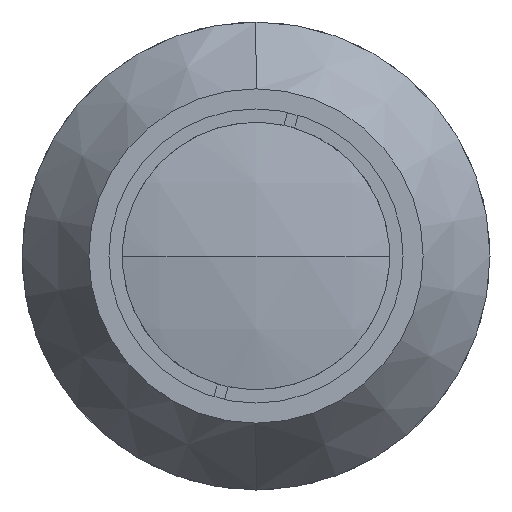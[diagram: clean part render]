
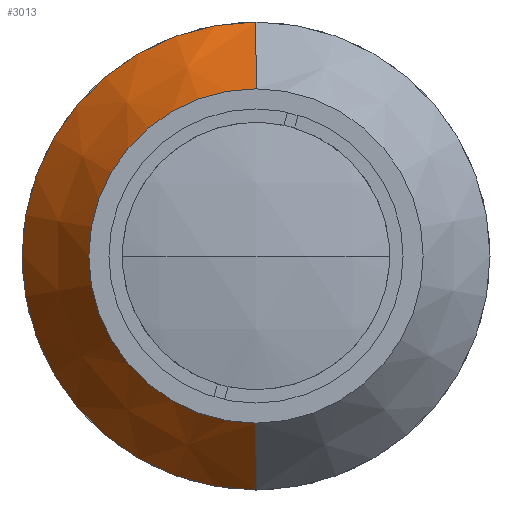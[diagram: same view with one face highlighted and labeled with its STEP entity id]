
A CAD part, left-side view. The second image highlights one B-rep face of the part: STEP entity #3013.
In plain terms, the highlighted conical face has half-angle 35 degrees and reference radius 21 mm.
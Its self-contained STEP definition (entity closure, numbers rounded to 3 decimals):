
#138 = VECTOR ( 'NONE', #1024, 1000. ) ;
#246 = CARTESIAN_POINT ( 'NONE',  ( 23.569, 0., -21. ) ) ;
#338 = EDGE_LOOP ( 'NONE', ( #2577, #1484, #4372, #2321 ) ) ;
#452 = EDGE_CURVE ( 'NONE', #2334, #1033, #2633, .T. ) ;
#804 = EDGE_CURVE ( 'NONE', #1033, #2991, #2007, .T. ) ;
#845 = DIRECTION ( 'NONE',  ( 0., 0., 1. ) ) ;
#936 = CONICAL_SURFACE ( 'NONE', #2624, 21., 0.611 ) ;
#1024 = DIRECTION ( 'NONE',  ( 0.819, 0., 0.574 ) ) ;
#1033 = VERTEX_POINT ( 'NONE', #1816 ) ;
#1244 = EDGE_CURVE ( 'NONE', #2334, #3342, #3766, .T. ) ;
#1320 = CARTESIAN_POINT ( 'NONE',  ( 23.569, 0., 21. ) ) ;
#1445 = FACE_OUTER_BOUND ( 'NONE', #338, .T. ) ;
#1484 = ORIENTED_EDGE ( 'NONE', *, *, #1244, .T. ) ;
#1735 = DIRECTION ( 'NONE',  ( 0., 0., 1. ) ) ;
#1816 = CARTESIAN_POINT ( 'NONE',  ( 15., 0., -15. ) ) ;
#1914 = DIRECTION ( 'NONE',  ( -1., 0., 0. ) ) ;
#2007 = LINE ( 'NONE', #246, #3742 ) ;
#2321 = ORIENTED_EDGE ( 'NONE', *, *, #804, .F. ) ;
#2334 = VERTEX_POINT ( 'NONE', #4277 ) ;
#2374 = CARTESIAN_POINT ( 'NONE',  ( 15., 0., 0. ) ) ;
#2454 = DIRECTION ( 'NONE',  ( 0., 0., -1. ) ) ;
#2577 = ORIENTED_EDGE ( 'NONE', *, *, #452, .F. ) ;
#2624 = AXIS2_PLACEMENT_3D ( 'NONE', #3834, #4240, #2454 ) ;
#2633 = CIRCLE ( 'NONE', #3589, 15. ) ;
#2991 = VERTEX_POINT ( 'NONE', #3534 ) ;
#3013 = ADVANCED_FACE ( 'NONE', ( #1445 ), #936, .T. ) ;
#3326 = AXIS2_PLACEMENT_3D ( 'NONE', #3679, #1914, #845 ) ;
#3342 = VERTEX_POINT ( 'NONE', #1320 ) ;
#3534 = CARTESIAN_POINT ( 'NONE',  ( 23.569, 0., -21. ) ) ;
#3554 = EDGE_CURVE ( 'NONE', #3342, #2991, #4298, .T. ) ;
#3589 = AXIS2_PLACEMENT_3D ( 'NONE', #2374, #3807, #1735 ) ;
#3679 = CARTESIAN_POINT ( 'NONE',  ( 23.569, 0., 0. ) ) ;
#3742 = VECTOR ( 'NONE', #4508, 1000. ) ;
#3766 = LINE ( 'NONE', #3787, #138 ) ;
#3787 = CARTESIAN_POINT ( 'NONE',  ( 23.569, 0., 21. ) ) ;
#3807 = DIRECTION ( 'NONE',  ( -1., 0., 0. ) ) ;
#3834 = CARTESIAN_POINT ( 'NONE',  ( 23.569, 0., 0. ) ) ;
#4240 = DIRECTION ( 'NONE',  ( 1., 0., 0. ) ) ;
#4277 = CARTESIAN_POINT ( 'NONE',  ( 15., 0., 15. ) ) ;
#4298 = CIRCLE ( 'NONE', #3326, 21. ) ;
#4372 = ORIENTED_EDGE ( 'NONE', *, *, #3554, .T. ) ;
#4508 = DIRECTION ( 'NONE',  ( 0.819, 0., -0.574 ) ) ;
